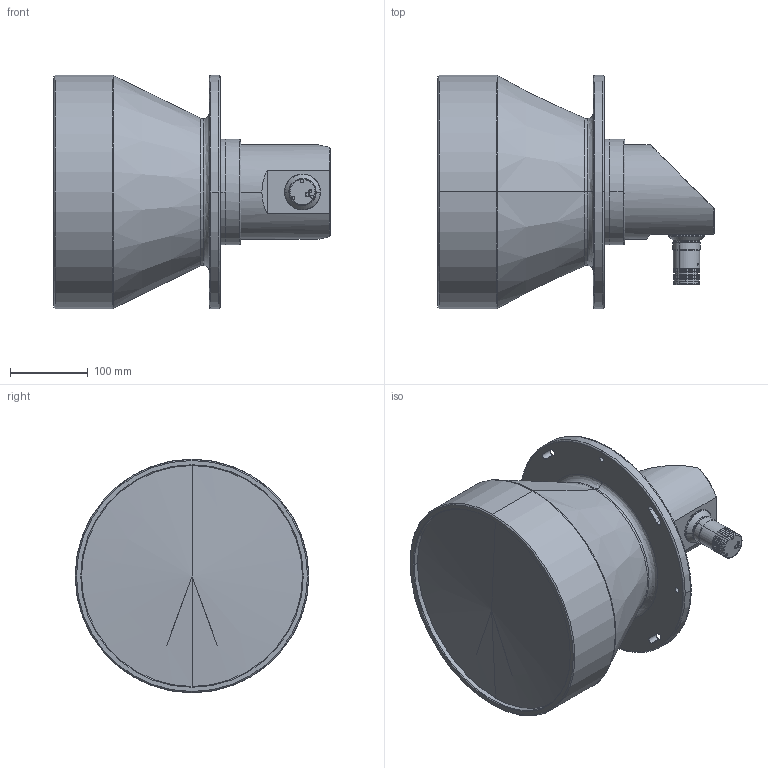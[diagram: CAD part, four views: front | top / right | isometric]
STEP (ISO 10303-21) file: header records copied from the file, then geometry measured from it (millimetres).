
FILE_DESCRIPTION (( 'STEP AP203' ), '1' );
FILE_NAME ('DTCL-258-T90.STEP', '2023-12-07T07:17:41', ( '' ), ( '' ), 'SwSTEP 2.0', 'SolidWorks 2017', '' );
FILE_SCHEMA (( 'CONFIG_CONTROL_DESIGN' ));
Length unit declared in the file: millimetre
Products named in the file (1): DTCL-258-T90
Bounding box: 355.19 x 300 x 300 mm (x, y, z)
Volume: 13198946 mm3; surface area: 458356.3 mm2
Topology: 1 solids, 5 shells, 317 faces, 790 edges, 499 vertices
Faces by surface type: cylinder 157, plane 74, cone 68, bspline 18
Entity records: 10075 total; most frequent: CARTESIAN_POINT 2599, DIRECTION 1614, ORIENTED_EDGE 1516, EDGE_CURVE 758, AXIS2_PLACEMENT_3D 670, VERTEX_POINT 493, EDGE_LOOP 379, CIRCLE 373
